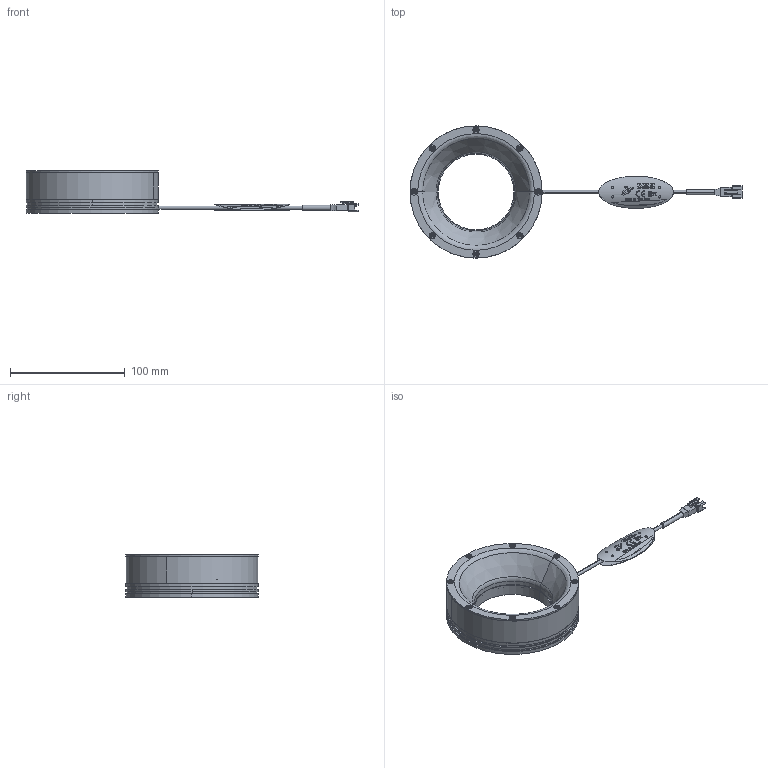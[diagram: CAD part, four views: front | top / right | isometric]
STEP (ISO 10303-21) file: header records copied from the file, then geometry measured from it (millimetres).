
FILE_DESCRIPTION(('STEP AP214'),'1');
FILE_NAME('VMR-11566_DRAWING_3D.step','2023-09-13T00:56:32',(' '),(' '),'Spatial InterOp 3D',' ',' ');
FILE_SCHEMA(('AUTOMOTIVE_DESIGN { 1 0 10303 214 1 1 1 1 }'));
Length unit declared in the file: millimetre
Products named in the file (12): 3P; CABEL TAG (VS); BASE_115; SIDE COVER_115; DIFFUSER; REFLECTOR; R7M-1; INSULOK; OFA249A; MXB5985; MXB4729
Assembly tree (28 placements, depth 2):
  (unnamed)
    3P
    CABEL TAG (VS)
    BASE_115
    SIDE COVER_115
    DIFFUSER
    REFLECTOR
    R7M-1
    INSULOK
    OFA249A  x4
    MXB5985  x8
    MXB4729  x8
Bounding box: 289 x 115 x 37.44 mm (x, y, z)
Volume: 142977.2 mm3; surface area: 105126.6 mm2
Topology: 53 solids, 54 shells, 1091 faces, 2913 edges, 1975 vertices
Faces by surface type: plane 507, cylinder 408, cone 62, torus 60, sphere 48, bspline 6
Entity records: 29976 total; most frequent: CARTESIAN_POINT 6293, ORIENTED_EDGE 3834, DIRECTION 3603, EDGE_CURVE 1917, VERTEX_POINT 1355, AXIS2_PLACEMENT_3D 1325, LINE 953, VECTOR 953
